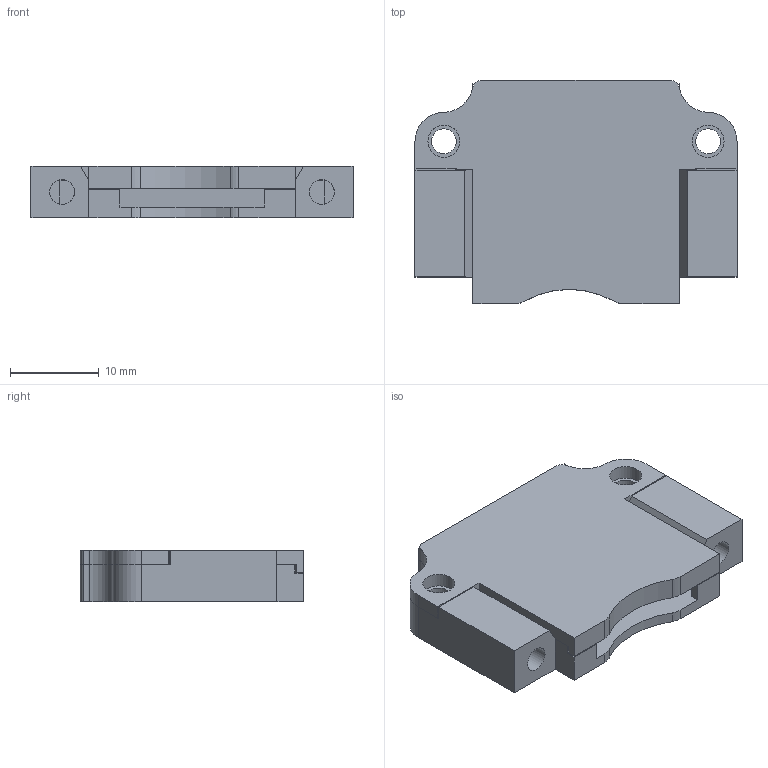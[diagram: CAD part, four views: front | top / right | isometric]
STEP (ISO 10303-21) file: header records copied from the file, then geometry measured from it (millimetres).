
FILE_DESCRIPTION(/* description */ (''),/* implementation_level */ '2;1');
FILE_NAME(/* name */ 'MicroSD Extension Holder.step',/* time_stamp */ '2022-12-10T06:33:08-06:00',/* author */ (''),/* organization */ (''),/* preprocessor_version */ 'ST-DEVELOPER v19.2',/* originating_system */ 'Autodesk Translation Framework v11.17.0.187',/* authorisation */ '');
FILE_SCHEMA (('AUTOMOTIVE_DESIGN { 1 0 10303 214 3 1 1 }'));
Length unit declared in the file: millimetre
Products named in the file (3): MicroSD Extension Holder; Extension Holder Body; Extension Holder Cap
Assembly tree (2 placements, depth 2):
  MicroSD Extension Holder
    Extension Holder Body
    Extension Holder Cap
Bounding box: 36.2 x 25.1 x 5.8 mm (x, y, z)
Volume: 3078.1 mm3; surface area: 4146.5 mm2
Topology: 2 solids, 2 shells, 82 faces, 234 edges, 154 vertices
Faces by surface type: plane 55, cylinder 27
Full cylindrical faces by diameter (mm): 2.8 x4, 3.6 x2
Entity records: 2779 total; most frequent: CARTESIAN_POINT 475, ORIENTED_EDGE 468, DIRECTION 468, EDGE_CURVE 234, LINE 174, VECTOR 174, VERTEX_POINT 154, AXIS2_PLACEMENT_3D 147
